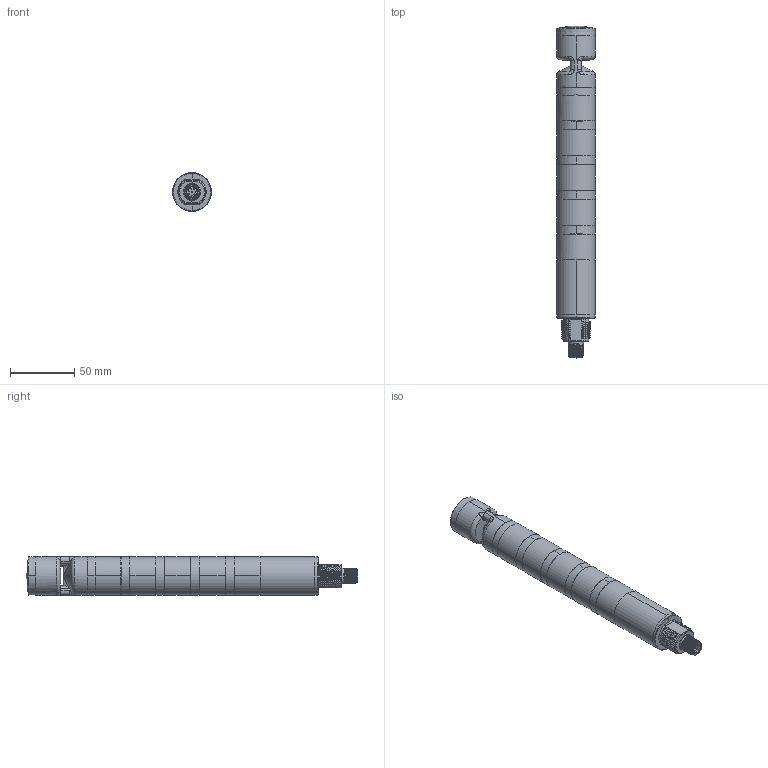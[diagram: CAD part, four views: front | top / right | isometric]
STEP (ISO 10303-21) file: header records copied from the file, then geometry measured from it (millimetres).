
FILE_DESCRIPTION((''),'2;1');
FILE_NAME('204603_ASM','2018-05-09T',('pdmadmin'),('BANNER ENGINEERING'),'CREO PARAMETRIC BY PTC INC, 2016260','CREO PARAMETRIC BY PTC INC, 2016260','');
FILE_SCHEMA(('CONFIG_CONTROL_DESIGN'));
Length unit declared in the file: millimetre
Products named in the file (14): 201226; 201225; 202000; 126713; 204620_ASM; 201229; 204322; 201228; 202220; SOMMS_AUDIBLE_BUZZER; 201227; SOMMS_AUDIBLE_TL30_TWISTLOCK_ASM; 202221; 204603_ASM
Assembly tree (20 placements, depth 3):
  204603_ASM
    201226
    201225
    204620_ASM
      202000
      126713
    201229
    204322
    SOMMS_AUDIBLE_TL30_TWISTLOCK_ASM
      201228
      202220
      SOMMS_AUDIBLE_BUZZER
      201227
    202221  x8
Bounding box: 30 x 257.56 x 30 mm (x, y, z)
Volume: 76106.1 mm3; surface area: 64107.4 mm2
Topology: 18 solids, 18 shells, 2572 faces, 6154 edges, 3645 vertices
Faces by surface type: bspline 1006, plane 559, cylinder 415, cone 263, torus 193, sphere 136
Entity records: 117336 total; most frequent: CARTESIAN_POINT 75901, ORIENTED_EDGE 9668, DIRECTION 7218, EDGE_CURVE 4834, AXIS2_PLACEMENT_3D 3104, VERTEX_POINT 2826, EDGE_LOOP 2130, FACE_OUTER_BOUND 2068
